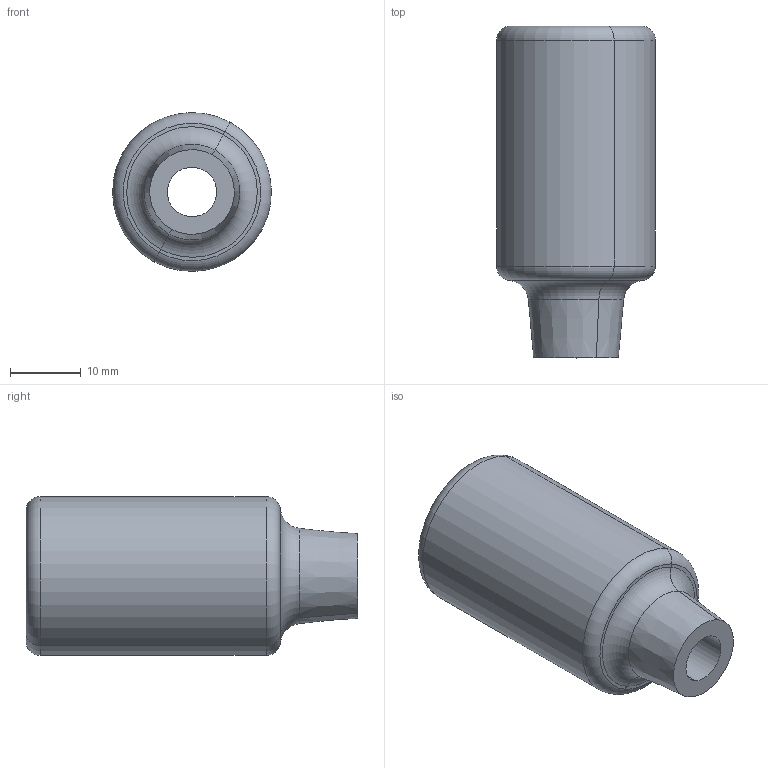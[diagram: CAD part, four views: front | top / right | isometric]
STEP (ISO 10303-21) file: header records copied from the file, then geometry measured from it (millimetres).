
FILE_DESCRIPTION(('CATIA V5 STEP Exchange'),'2;1');
FILE_NAME('Adaptateur_sonde_temperature_eau.stp','2018-02-27T22:46:02+00:00',('none'),('none'),'Version 5-6 Release 2012','CATIA V5 STEP AP203','none');
FILE_SCHEMA(('CONFIG_CONTROL_DESIGN'));
Length unit declared in the file: millimetre
Products named in the file (1): Part1
Bounding box: 22.49 x 47 x 22.49 mm (x, y, z)
Volume: 10542.8 mm3; surface area: 5204.8 mm2
Topology: 1 solids, 1 shells, 25 faces, 50 edges, 30 vertices
Faces by surface type: cylinder 8, torus 8, plane 5, cone 4
Entity records: 620 total; most frequent: ORIENTED_EDGE 100, CARTESIAN_POINT 96, DIRECTION 80, AXIS2_PLACEMENT_3D 54, EDGE_CURVE 50, CIRCLE 38, EDGE_LOOP 30, VERTEX_POINT 30
